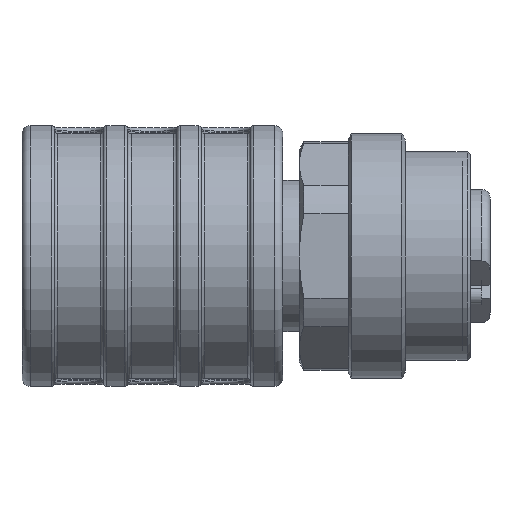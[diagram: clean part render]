
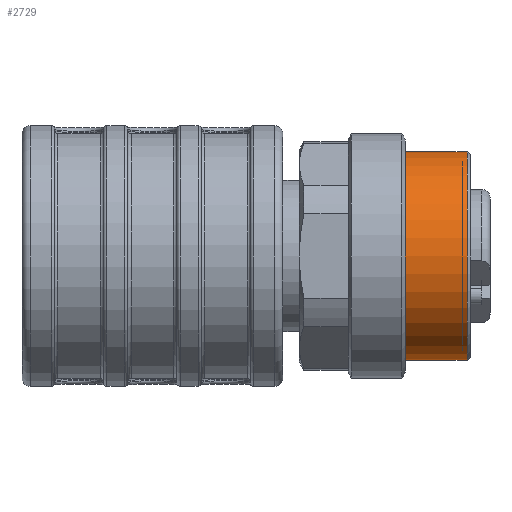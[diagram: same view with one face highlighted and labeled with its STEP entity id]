
A CAD part, front view. The second image highlights one B-rep face of the part: STEP entity #2729.
In plain terms, the highlighted cylindrical face has radius 6.4 mm (diameter 12.8 mm), a full revolution.
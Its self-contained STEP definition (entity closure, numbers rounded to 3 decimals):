
#2729=ADVANCED_FACE('',(#3540,#3541),#3332,.T.);
#3332=CYLINDRICAL_SURFACE('',#10076,6.4);
#3540=FACE_BOUND('',#3714,.T.);
#3541=FACE_BOUND('',#3715,.T.);
#3714=EDGE_LOOP('',(#4425));
#3715=EDGE_LOOP('',(#4426));
#4425=ORIENTED_EDGE('',*,*,#8210,.T.);
#4426=ORIENTED_EDGE('',*,*,#8211,.T.);
#7283=VERTEX_POINT('',#13507);
#7284=VERTEX_POINT('',#13510);
#8210=EDGE_CURVE('',#7283,#7283,#9642,.T.);
#8211=EDGE_CURVE('',#7284,#7284,#9643,.T.);
#9642=CIRCLE('',#10073,6.4);
#9643=CIRCLE('',#10075,6.4);
#10073=AXIS2_PLACEMENT_3D('',#13506,#11001,#11002);
#10075=AXIS2_PLACEMENT_3D('',#13509,#11005,#11006);
#10076=AXIS2_PLACEMENT_3D('',#13511,#11007,#11008);
#11001=DIRECTION('',(-1.,0.,0.));
#11002=DIRECTION('',(0.,0.866,-0.5));
#11005=DIRECTION('',(1.,0.,0.));
#11006=DIRECTION('',(0.,-0.5,-0.866));
#11007=DIRECTION('',(1.,0.,0.));
#11008=DIRECTION('',(0.,0.5,0.866));
#13506=CARTESIAN_POINT('',(62.896,-48.704,14.404));
#13507=CARTESIAN_POINT('',(62.896,-43.161,11.204));
#13509=CARTESIAN_POINT('',(59.096,-48.704,14.404));
#13510=CARTESIAN_POINT('',(59.096,-51.904,8.862));
#13511=CARTESIAN_POINT('',(63.096,-48.704,14.404));
